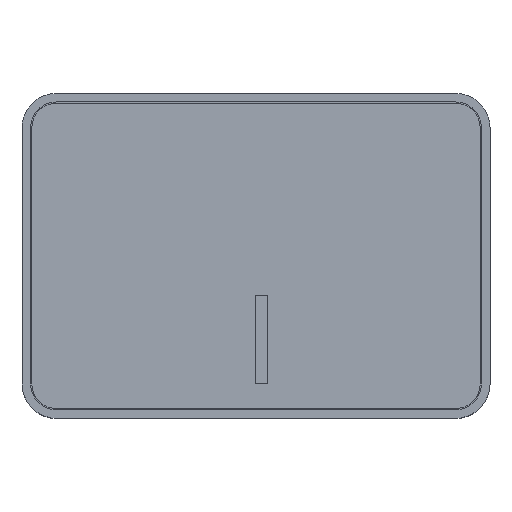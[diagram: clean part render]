
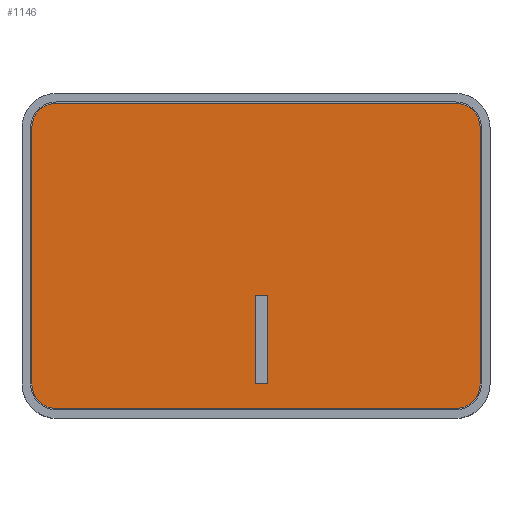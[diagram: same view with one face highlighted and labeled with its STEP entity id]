
A CAD part, top view. The second image highlights one B-rep face of the part: STEP entity #1146.
In plain terms, the highlighted planar face has unit normal (0, 0, 1).
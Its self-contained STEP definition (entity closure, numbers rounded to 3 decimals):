
#12 = EDGE_CURVE ( 'NONE', #1996, #2349, #2528, .T. ) ;
#33 = VERTEX_POINT ( 'NONE', #318 ) ;
#58 = CARTESIAN_POINT ( 'NONE',  ( -45.5, 26., 20. ) ) ;
#101 = CARTESIAN_POINT ( 'NONE',  ( -40.5, 31., 20. ) ) ;
#117 = EDGE_CURVE ( 'NONE', #501, #329, #2252, .T. ) ;
#170 = AXIS2_PLACEMENT_3D ( 'NONE', #1970, #2759, #807 ) ;
#241 = VERTEX_POINT ( 'NONE', #2787 ) ;
#249 = LINE ( 'NONE', #58, #3132 ) ;
#263 = VECTOR ( 'NONE', #1990, 1000. ) ;
#304 = CARTESIAN_POINT ( 'NONE',  ( 45.5, 26., 20. ) ) ;
#306 = AXIS2_PLACEMENT_3D ( 'NONE', #2492, #586, #3010 ) ;
#318 = CARTESIAN_POINT ( 'NONE',  ( -0.19, -26., 20. ) ) ;
#328 = CARTESIAN_POINT ( 'NONE',  ( -0.19, -8., 20. ) ) ;
#329 = VERTEX_POINT ( 'NONE', #3023 ) ;
#347 = EDGE_CURVE ( 'NONE', #329, #1775, #2886, .T. ) ;
#356 = DIRECTION ( 'NONE',  ( 0., 1., 0. ) ) ;
#470 = FACE_OUTER_BOUND ( 'NONE', #1110, .T. ) ;
#476 = CARTESIAN_POINT ( 'NONE',  ( -40.5, -26., 20. ) ) ;
#501 = VERTEX_POINT ( 'NONE', #1670 ) ;
#586 = DIRECTION ( 'NONE',  ( 0., 0., -1. ) ) ;
#590 = CIRCLE ( 'NONE', #2154, 5. ) ;
#675 = ORIENTED_EDGE ( 'NONE', *, *, #347, .F. ) ;
#701 = CIRCLE ( 'NONE', #170, 5. ) ;
#702 = AXIS2_PLACEMENT_3D ( 'NONE', #476, #3187, #2171 ) ;
#704 = CARTESIAN_POINT ( 'NONE',  ( -45.5, -26., 20. ) ) ;
#775 = CARTESIAN_POINT ( 'NONE',  ( -0.19, -8., 20. ) ) ;
#797 = VERTEX_POINT ( 'NONE', #1697 ) ;
#807 = DIRECTION ( 'NONE',  ( -1., 0., 0. ) ) ;
#860 = EDGE_CURVE ( 'NONE', #2349, #241, #2835, .T. ) ;
#950 = VERTEX_POINT ( 'NONE', #2989 ) ;
#992 = PLANE ( 'NONE',  #2883 ) ;
#1023 = DIRECTION ( 'NONE',  ( 0., -1., 0. ) ) ;
#1046 = DIRECTION ( 'NONE',  ( 0., 0., -1. ) ) ;
#1110 = EDGE_LOOP ( 'NONE', ( #3118, #1445, #2879, #1938, #3069, #2845, #2873, #2840 ) ) ;
#1146 = ADVANCED_FACE ( 'NONE', ( #2894, #470 ), #992, .F. ) ;
#1211 = CARTESIAN_POINT ( 'NONE',  ( 40.5, -26., 20. ) ) ;
#1266 = CARTESIAN_POINT ( 'NONE',  ( -40.5, 26., 20. ) ) ;
#1288 = VERTEX_POINT ( 'NONE', #101 ) ;
#1445 = ORIENTED_EDGE ( 'NONE', *, *, #1967, .F. ) ;
#1521 = CARTESIAN_POINT ( 'NONE',  ( 45.5, -26., 20. ) ) ;
#1634 = ORIENTED_EDGE ( 'NONE', *, *, #1690, .F. ) ;
#1667 = DIRECTION ( 'NONE',  ( -1., 0., 0. ) ) ;
#1670 = CARTESIAN_POINT ( 'NONE',  ( 2.368, -26., 20. ) ) ;
#1684 = VECTOR ( 'NONE', #2215, 1000. ) ;
#1690 = EDGE_CURVE ( 'NONE', #33, #501, #1714, .T. ) ;
#1697 = CARTESIAN_POINT ( 'NONE',  ( -45.5, 26., 20. ) ) ;
#1711 = VECTOR ( 'NONE', #356, 1000. ) ;
#1714 = LINE ( 'NONE', #2384, #1684 ) ;
#1766 = CARTESIAN_POINT ( 'NONE',  ( 2.368, -8., 20. ) ) ;
#1775 = VERTEX_POINT ( 'NONE', #2427 ) ;
#1885 = EDGE_LOOP ( 'NONE', ( #1634, #2756, #675, #2316 ) ) ;
#1906 = CARTESIAN_POINT ( 'NONE',  ( 40.5, -31., 20. ) ) ;
#1938 = ORIENTED_EDGE ( 'NONE', *, *, #2814, .T. ) ;
#1967 = EDGE_CURVE ( 'NONE', #3099, #1996, #2344, .T. ) ;
#1970 = CARTESIAN_POINT ( 'NONE',  ( 40.5, 26., 20. ) ) ;
#1990 = DIRECTION ( 'NONE',  ( -1., 0., 0. ) ) ;
#1995 = DIRECTION ( 'NONE',  ( 0., -1., 0. ) ) ;
#1996 = VERTEX_POINT ( 'NONE', #1521 ) ;
#2015 = CARTESIAN_POINT ( 'NONE',  ( 40.5, -31., 20. ) ) ;
#2142 = VECTOR ( 'NONE', #2612, 1000. ) ;
#2154 = AXIS2_PLACEMENT_3D ( 'NONE', #1266, #1046, #3004 ) ;
#2171 = DIRECTION ( 'NONE',  ( 1., 0., 0. ) ) ;
#2215 = DIRECTION ( 'NONE',  ( 1., 0., 0. ) ) ;
#2241 = EDGE_CURVE ( 'NONE', #2705, #241, #3048, .T. ) ;
#2252 = LINE ( 'NONE', #1766, #1711 ) ;
#2260 = VECTOR ( 'NONE', #1667, 1000. ) ;
#2286 = DIRECTION ( 'NONE',  ( 0., -1., 0. ) ) ;
#2316 = ORIENTED_EDGE ( 'NONE', *, *, #117, .F. ) ;
#2344 = LINE ( 'NONE', #3018, #2422 ) ;
#2349 = VERTEX_POINT ( 'NONE', #1906 ) ;
#2384 = CARTESIAN_POINT ( 'NONE',  ( -0.19, -26., 20. ) ) ;
#2422 = VECTOR ( 'NONE', #1023, 1000. ) ;
#2427 = CARTESIAN_POINT ( 'NONE',  ( -0.19, -8., 20. ) ) ;
#2451 = DIRECTION ( 'NONE',  ( 0., 0., -1. ) ) ;
#2472 = EDGE_CURVE ( 'NONE', #797, #2705, #249, .T. ) ;
#2492 = CARTESIAN_POINT ( 'NONE',  ( 40.5, -26., 20. ) ) ;
#2528 = CIRCLE ( 'NONE', #306, 5. ) ;
#2612 = DIRECTION ( 'NONE',  ( -1., 0., 0. ) ) ;
#2662 = LINE ( 'NONE', #775, #2895 ) ;
#2705 = VERTEX_POINT ( 'NONE', #704 ) ;
#2756 = ORIENTED_EDGE ( 'NONE', *, *, #3105, .F. ) ;
#2759 = DIRECTION ( 'NONE',  ( 0., 0., -1. ) ) ;
#2787 = CARTESIAN_POINT ( 'NONE',  ( -40.5, -31., 20. ) ) ;
#2814 = EDGE_CURVE ( 'NONE', #950, #1288, #2817, .T. ) ;
#2817 = LINE ( 'NONE', #3164, #2260 ) ;
#2835 = LINE ( 'NONE', #2015, #263 ) ;
#2840 = ORIENTED_EDGE ( 'NONE', *, *, #860, .F. ) ;
#2845 = ORIENTED_EDGE ( 'NONE', *, *, #2472, .T. ) ;
#2873 = ORIENTED_EDGE ( 'NONE', *, *, #2241, .T. ) ;
#2879 = ORIENTED_EDGE ( 'NONE', *, *, #2975, .F. ) ;
#2883 = AXIS2_PLACEMENT_3D ( 'NONE', #1211, #2451, #2960 ) ;
#2886 = LINE ( 'NONE', #328, #2142 ) ;
#2894 = FACE_BOUND ( 'NONE', #1885, .T. ) ;
#2895 = VECTOR ( 'NONE', #1995, 1000. ) ;
#2960 = DIRECTION ( 'NONE',  ( -1., 0., 0. ) ) ;
#2975 = EDGE_CURVE ( 'NONE', #950, #3099, #701, .T. ) ;
#2989 = CARTESIAN_POINT ( 'NONE',  ( 40.5, 31., 20. ) ) ;
#3004 = DIRECTION ( 'NONE',  ( -1., 0., 0. ) ) ;
#3010 = DIRECTION ( 'NONE',  ( -1., 0., 0. ) ) ;
#3015 = EDGE_CURVE ( 'NONE', #797, #1288, #590, .T. ) ;
#3018 = CARTESIAN_POINT ( 'NONE',  ( 45.5, 26., 20. ) ) ;
#3023 = CARTESIAN_POINT ( 'NONE',  ( 2.368, -8., 20. ) ) ;
#3048 = CIRCLE ( 'NONE', #702, 5. ) ;
#3069 = ORIENTED_EDGE ( 'NONE', *, *, #3015, .F. ) ;
#3099 = VERTEX_POINT ( 'NONE', #304 ) ;
#3105 = EDGE_CURVE ( 'NONE', #1775, #33, #2662, .T. ) ;
#3118 = ORIENTED_EDGE ( 'NONE', *, *, #12, .F. ) ;
#3132 = VECTOR ( 'NONE', #2286, 1000. ) ;
#3164 = CARTESIAN_POINT ( 'NONE',  ( 40.5, 31., 20. ) ) ;
#3187 = DIRECTION ( 'NONE',  ( 0., 0., 1. ) ) ;
